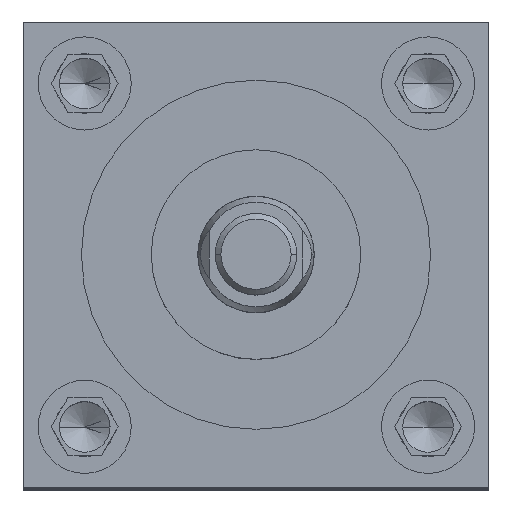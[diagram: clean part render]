
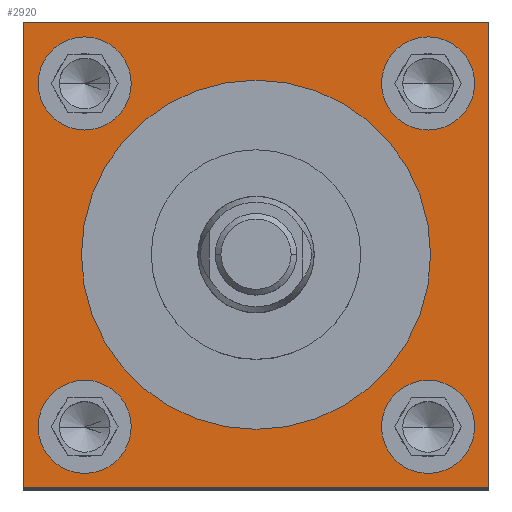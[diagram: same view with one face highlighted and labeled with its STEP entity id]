
A CAD part, top view. The second image highlights one B-rep face of the part: STEP entity #2920.
In plain terms, the highlighted planar face has unit normal (0, 0, 1).
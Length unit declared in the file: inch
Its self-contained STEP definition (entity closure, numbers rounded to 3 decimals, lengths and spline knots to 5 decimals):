
#8 = DIRECTION ( 'NONE',  ( 0., 1., 0. ) ) ;
#87 = CARTESIAN_POINT ( 'NONE',  ( 1.25, -1.25, 7.625 ) ) ;
#119 = DIRECTION ( 'NONE',  ( 0., 0., 1. ) ) ;
#140 = EDGE_CURVE ( 'NONE', #3811, #1398, #1226, .T. ) ;
#169 = EDGE_LOOP ( 'NONE', ( #1834, #1781 ) ) ;
#215 = FACE_BOUND ( 'NONE', #169, .T. ) ;
#225 = CARTESIAN_POINT ( 'NONE',  ( -0.9375, 0., 7.625 ) ) ;
#229 = LINE ( 'NONE', #2553, #2600 ) ;
#233 = AXIS2_PLACEMENT_3D ( 'NONE', #2514, #119, #3991 ) ;
#237 = VERTEX_POINT ( 'NONE', #2462 ) ;
#243 = FACE_BOUND ( 'NONE', #1444, .T. ) ;
#405 = VERTEX_POINT ( 'NONE', #2067 ) ;
#417 = AXIS2_PLACEMENT_3D ( 'NONE', #1698, #933, #2784 ) ;
#435 = ORIENTED_EDGE ( 'NONE', *, *, #5465, .F. ) ;
#446 = EDGE_CURVE ( 'NONE', #1960, #237, #2582, .T. ) ;
#542 = DIRECTION ( 'NONE',  ( 0., 0., 1. ) ) ;
#580 = CARTESIAN_POINT ( 'NONE',  ( -0.67, -0.924, 7.625 ) ) ;
#599 = VERTEX_POINT ( 'NONE', #2207 ) ;
#603 = DIRECTION ( 'NONE',  ( 0., 0., 1. ) ) ;
#801 = DIRECTION ( 'NONE',  ( 0., 0., 1. ) ) ;
#853 = ORIENTED_EDGE ( 'NONE', *, *, #5409, .T. ) ;
#933 = DIRECTION ( 'NONE',  ( 0., 0., 1. ) ) ;
#941 = AXIS2_PLACEMENT_3D ( 'NONE', #5605, #6032, #3208 ) ;
#978 = CARTESIAN_POINT ( 'NONE',  ( 1.174, 0.92, 7.625 ) ) ;
#995 = CIRCLE ( 'NONE', #417, 0.25 ) ;
#1030 = CIRCLE ( 'NONE', #4020, 0.25 ) ;
#1150 = FACE_OUTER_BOUND ( 'NONE', #5421, .T. ) ;
#1163 = EDGE_LOOP ( 'NONE', ( #2829, #6084 ) ) ;
#1206 = EDGE_CURVE ( 'NONE', #3407, #4178, #4448, .T. ) ;
#1226 = CIRCLE ( 'NONE', #941, 0.9375 ) ;
#1241 = AXIS2_PLACEMENT_3D ( 'NONE', #4967, #2975, #5438 ) ;
#1376 = VERTEX_POINT ( 'NONE', #3521 ) ;
#1398 = VERTEX_POINT ( 'NONE', #1776 ) ;
#1427 = DIRECTION ( 'NONE',  ( 1., 0., 0. ) ) ;
#1444 = EDGE_LOOP ( 'NONE', ( #5714, #2538 ) ) ;
#1531 = DIRECTION ( 'NONE',  ( 0., 0., 1. ) ) ;
#1572 = EDGE_LOOP ( 'NONE', ( #3295, #5270 ) ) ;
#1622 = DIRECTION ( 'NONE',  ( 1., 0., 0. ) ) ;
#1698 = CARTESIAN_POINT ( 'NONE',  ( -0.92, -0.924, 7.625 ) ) ;
#1776 = CARTESIAN_POINT ( 'NONE',  ( 0.9375, 0., 7.625 ) ) ;
#1781 = ORIENTED_EDGE ( 'NONE', *, *, #3306, .F. ) ;
#1818 = VECTOR ( 'NONE', #3472, 39.37008 ) ;
#1834 = ORIENTED_EDGE ( 'NONE', *, *, #2955, .F. ) ;
#1856 = ORIENTED_EDGE ( 'NONE', *, *, #2797, .T. ) ;
#1873 = DIRECTION ( 'NONE',  ( 1., 0., 0. ) ) ;
#1960 = VERTEX_POINT ( 'NONE', #1966 ) ;
#1966 = CARTESIAN_POINT ( 'NONE',  ( 1.25, 1.25, 7.625 ) ) ;
#2009 = CARTESIAN_POINT ( 'NONE',  ( -0.67, 0.92, 7.625 ) ) ;
#2067 = CARTESIAN_POINT ( 'NONE',  ( -1.25, -1.25, 7.625 ) ) ;
#2207 = CARTESIAN_POINT ( 'NONE',  ( -1.17, -0.924, 7.625 ) ) ;
#2347 = LINE ( 'NONE', #87, #3390 ) ;
#2373 = EDGE_CURVE ( 'NONE', #4178, #3407, #1030, .T. ) ;
#2377 = DIRECTION ( 'NONE',  ( 1., 0., 0. ) ) ;
#2462 = CARTESIAN_POINT ( 'NONE',  ( -1.25, 1.25, 7.625 ) ) ;
#2507 = AXIS2_PLACEMENT_3D ( 'NONE', #4087, #4523, #4980 ) ;
#2514 = CARTESIAN_POINT ( 'NONE',  ( -0.92, 0.92, 7.625 ) ) ;
#2538 = ORIENTED_EDGE ( 'NONE', *, *, #2616, .F. ) ;
#2539 = FACE_BOUND ( 'NONE', #4782, .T. ) ;
#2553 = CARTESIAN_POINT ( 'NONE',  ( -1.25, -1.25, 7.625 ) ) ;
#2582 = LINE ( 'NONE', #5855, #1818 ) ;
#2600 = VECTOR ( 'NONE', #1622, 39.37008 ) ;
#2616 = EDGE_CURVE ( 'NONE', #5508, #3206, #4981, .T. ) ;
#2623 = CARTESIAN_POINT ( 'NONE',  ( -1.25, 1.25, 7.625 ) ) ;
#2633 = CARTESIAN_POINT ( 'NONE',  ( 0.674, -0.924, 7.625 ) ) ;
#2672 = VERTEX_POINT ( 'NONE', #4111 ) ;
#2702 = CARTESIAN_POINT ( 'NONE',  ( 1.174, -0.924, 7.625 ) ) ;
#2784 = DIRECTION ( 'NONE',  ( 1., 0., 0. ) ) ;
#2797 = EDGE_CURVE ( 'NONE', #1376, #1960, #2347, .T. ) ;
#2829 = ORIENTED_EDGE ( 'NONE', *, *, #1206, .F. ) ;
#2920 = ADVANCED_FACE ( 'NONE', ( #4046, #215, #4488, #243, #2539, #1150 ), #3010, .F. ) ;
#2955 = EDGE_CURVE ( 'NONE', #5336, #2672, #3229, .T. ) ;
#2975 = DIRECTION ( 'NONE',  ( 0., 0., 1. ) ) ;
#3010 = PLANE ( 'NONE',  #6002 ) ;
#3080 = LINE ( 'NONE', #5015, #6062 ) ;
#3206 = VERTEX_POINT ( 'NONE', #2009 ) ;
#3208 = DIRECTION ( 'NONE',  ( 1., 0., 0. ) ) ;
#3229 = CIRCLE ( 'NONE', #1241, 0.25 ) ;
#3237 = CARTESIAN_POINT ( 'NONE',  ( -1.17, 0.92, 7.625 ) ) ;
#3295 = ORIENTED_EDGE ( 'NONE', *, *, #4260, .F. ) ;
#3306 = EDGE_CURVE ( 'NONE', #2672, #5336, #5593, .T. ) ;
#3313 = AXIS2_PLACEMENT_3D ( 'NONE', #4701, #542, #2377 ) ;
#3390 = VECTOR ( 'NONE', #8, 39.37008 ) ;
#3407 = VERTEX_POINT ( 'NONE', #2702 ) ;
#3472 = DIRECTION ( 'NONE',  ( -1., 0., 0. ) ) ;
#3521 = CARTESIAN_POINT ( 'NONE',  ( 1.25, -1.25, 7.625 ) ) ;
#3533 = DIRECTION ( 'NONE',  ( 0., 0., 1. ) ) ;
#3811 = VERTEX_POINT ( 'NONE', #225 ) ;
#3991 = DIRECTION ( 'NONE',  ( 1., 0., 0. ) ) ;
#4020 = AXIS2_PLACEMENT_3D ( 'NONE', #4770, #1531, #1427 ) ;
#4046 = FACE_BOUND ( 'NONE', #1163, .T. ) ;
#4087 = CARTESIAN_POINT ( 'NONE',  ( -0.92, -0.924, 7.625 ) ) ;
#4100 = CIRCLE ( 'NONE', #5672, 0.9375 ) ;
#4111 = CARTESIAN_POINT ( 'NONE',  ( 0.674, 0.92, 7.625 ) ) ;
#4122 = DIRECTION ( 'NONE',  ( 1., 0., 0. ) ) ;
#4178 = VERTEX_POINT ( 'NONE', #2633 ) ;
#4260 = EDGE_CURVE ( 'NONE', #4438, #599, #995, .T. ) ;
#4352 = ORIENTED_EDGE ( 'NONE', *, *, #446, .T. ) ;
#4387 = CIRCLE ( 'NONE', #233, 0.25 ) ;
#4429 = AXIS2_PLACEMENT_3D ( 'NONE', #4850, #603, #1873 ) ;
#4438 = VERTEX_POINT ( 'NONE', #580 ) ;
#4448 = CIRCLE ( 'NONE', #3313, 0.25 ) ;
#4479 = ORIENTED_EDGE ( 'NONE', *, *, #140, .F. ) ;
#4488 = FACE_BOUND ( 'NONE', #1572, .T. ) ;
#4493 = EDGE_CURVE ( 'NONE', #3206, #5508, #4387, .T. ) ;
#4523 = DIRECTION ( 'NONE',  ( 0., 0., 1. ) ) ;
#4540 = DIRECTION ( 'NONE',  ( 0., 0., -1. ) ) ;
#4598 = CIRCLE ( 'NONE', #2507, 0.25 ) ;
#4648 = ORIENTED_EDGE ( 'NONE', *, *, #5772, .T. ) ;
#4701 = CARTESIAN_POINT ( 'NONE',  ( 0.924, -0.924, 7.625 ) ) ;
#4770 = CARTESIAN_POINT ( 'NONE',  ( 0.924, -0.924, 7.625 ) ) ;
#4782 = EDGE_LOOP ( 'NONE', ( #435, #4479 ) ) ;
#4850 = CARTESIAN_POINT ( 'NONE',  ( 0.924, 0.92, 7.625 ) ) ;
#4967 = CARTESIAN_POINT ( 'NONE',  ( 0.924, 0.92, 7.625 ) ) ;
#4980 = DIRECTION ( 'NONE',  ( 1., 0., 0. ) ) ;
#4981 = CIRCLE ( 'NONE', #5667, 0.25 ) ;
#5015 = CARTESIAN_POINT ( 'NONE',  ( -1.25, -1.25, 7.625 ) ) ;
#5184 = CARTESIAN_POINT ( 'NONE',  ( -0.92, 0.92, 7.625 ) ) ;
#5270 = ORIENTED_EDGE ( 'NONE', *, *, #5854, .F. ) ;
#5336 = VERTEX_POINT ( 'NONE', #978 ) ;
#5409 = EDGE_CURVE ( 'NONE', #237, #405, #3080, .T. ) ;
#5421 = EDGE_LOOP ( 'NONE', ( #853, #4648, #1856, #4352 ) ) ;
#5424 = CARTESIAN_POINT ( 'NONE',  ( 0., 0., 7.625 ) ) ;
#5438 = DIRECTION ( 'NONE',  ( 1., 0., 0. ) ) ;
#5451 = DIRECTION ( 'NONE',  ( 0., -1., 0. ) ) ;
#5460 = DIRECTION ( 'NONE',  ( -1., 0., 0. ) ) ;
#5465 = EDGE_CURVE ( 'NONE', #1398, #3811, #4100, .T. ) ;
#5508 = VERTEX_POINT ( 'NONE', #3237 ) ;
#5593 = CIRCLE ( 'NONE', #4429, 0.25 ) ;
#5605 = CARTESIAN_POINT ( 'NONE',  ( 0., 0., 7.625 ) ) ;
#5667 = AXIS2_PLACEMENT_3D ( 'NONE', #5184, #801, #5985 ) ;
#5672 = AXIS2_PLACEMENT_3D ( 'NONE', #5424, #3533, #4122 ) ;
#5714 = ORIENTED_EDGE ( 'NONE', *, *, #4493, .F. ) ;
#5772 = EDGE_CURVE ( 'NONE', #405, #1376, #229, .T. ) ;
#5854 = EDGE_CURVE ( 'NONE', #599, #4438, #4598, .T. ) ;
#5855 = CARTESIAN_POINT ( 'NONE',  ( -1.25, 1.25, 7.625 ) ) ;
#5985 = DIRECTION ( 'NONE',  ( 1., 0., 0. ) ) ;
#6002 = AXIS2_PLACEMENT_3D ( 'NONE', #2623, #4540, #5460 ) ;
#6032 = DIRECTION ( 'NONE',  ( 0., 0., 1. ) ) ;
#6062 = VECTOR ( 'NONE', #5451, 39.37008 ) ;
#6084 = ORIENTED_EDGE ( 'NONE', *, *, #2373, .F. ) ;
